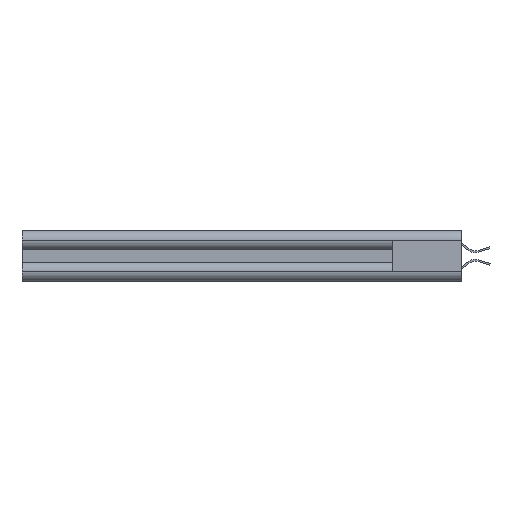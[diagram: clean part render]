
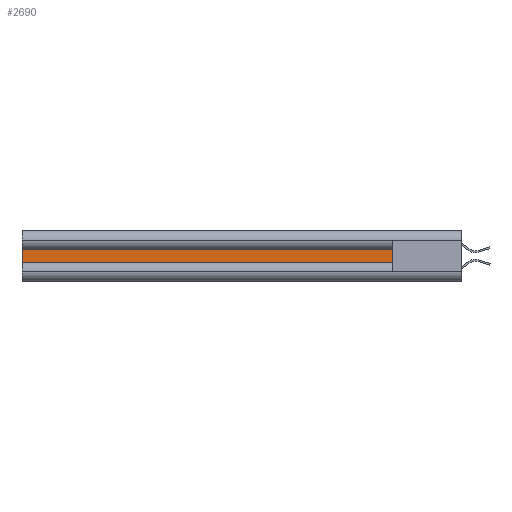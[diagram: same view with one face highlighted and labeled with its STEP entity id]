
A CAD part, left-side view. The second image highlights one B-rep face of the part: STEP entity #2690.
In plain terms, the highlighted planar face has unit normal (-1, 0, 0).
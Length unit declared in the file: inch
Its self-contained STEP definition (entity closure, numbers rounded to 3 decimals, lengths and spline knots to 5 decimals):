
#55 = DIRECTION ( 'NONE',  ( 0., 1., 0. ) ) ;
#1250 = DIRECTION ( 'NONE',  ( 0., 0., -1. ) ) ;
#1756 = ORIENTED_EDGE ( 'NONE', *, *, #4945, .T. ) ;
#2690 = ADVANCED_FACE ( 'NONE', ( #14330 ), #10031, .F. ) ;
#4106 = VECTOR ( 'NONE', #55, 39.37008 ) ;
#4145 = CARTESIAN_POINT ( 'NONE',  ( 0.044, 3., -0.0465 ) ) ;
#4945 = EDGE_CURVE ( 'NONE', #6353, #21685, #18828, .T. ) ;
#5142 = DIRECTION ( 'NONE',  ( 0., 1., 0. ) ) ;
#5741 = ORIENTED_EDGE ( 'NONE', *, *, #7836, .F. ) ;
#5894 = ORIENTED_EDGE ( 'NONE', *, *, #18669, .T. ) ;
#6040 = VECTOR ( 'NONE', #13194, 39.37008 ) ;
#6353 = VERTEX_POINT ( 'NONE', #16032 ) ;
#7434 = CARTESIAN_POINT ( 'NONE',  ( 0.044, 3., -0.0465 ) ) ;
#7836 = EDGE_CURVE ( 'NONE', #19437, #11597, #15757, .T. ) ;
#10031 = PLANE ( 'NONE',  #11749 ) ;
#10074 = EDGE_LOOP ( 'NONE', ( #5894, #1756, #22233, #5741 ) ) ;
#11597 = VERTEX_POINT ( 'NONE', #17181 ) ;
#11634 = LINE ( 'NONE', #17199, #20138 ) ;
#11749 = AXIS2_PLACEMENT_3D ( 'NONE', #21922, #11772, #1250 ) ;
#11772 = DIRECTION ( 'NONE',  ( 1., 0., 0. ) ) ;
#12341 = CARTESIAN_POINT ( 'NONE',  ( 0.044, 0.37012, -0.0465 ) ) ;
#13194 = DIRECTION ( 'NONE',  ( 0., 0., -1. ) ) ;
#13308 = LINE ( 'NONE', #12341, #4106 ) ;
#14295 = VECTOR ( 'NONE', #19626, 39.37008 ) ;
#14330 = FACE_OUTER_BOUND ( 'NONE', #10074, .T. ) ;
#14569 = CARTESIAN_POINT ( 'NONE',  ( 0.044, 0.473, 0.0465 ) ) ;
#15757 = LINE ( 'NONE', #19963, #6040 ) ;
#16032 = CARTESIAN_POINT ( 'NONE',  ( 0.044, 3., 0.0465 ) ) ;
#17181 = CARTESIAN_POINT ( 'NONE',  ( 0.044, 0.473, -0.0465 ) ) ;
#17199 = CARTESIAN_POINT ( 'NONE',  ( 0.044, 0.37012, 0.0465 ) ) ;
#18669 = EDGE_CURVE ( 'NONE', #19437, #6353, #11634, .T. ) ;
#18828 = LINE ( 'NONE', #4145, #14295 ) ;
#19437 = VERTEX_POINT ( 'NONE', #14569 ) ;
#19626 = DIRECTION ( 'NONE',  ( 0., 0., -1. ) ) ;
#19963 = CARTESIAN_POINT ( 'NONE',  ( 0.044, 0.473, -0.0465 ) ) ;
#20138 = VECTOR ( 'NONE', #5142, 39.37008 ) ;
#21685 = VERTEX_POINT ( 'NONE', #7434 ) ;
#21922 = CARTESIAN_POINT ( 'NONE',  ( 0.044, 0.37012, -0.0465 ) ) ;
#22200 = EDGE_CURVE ( 'NONE', #11597, #21685, #13308, .T. ) ;
#22233 = ORIENTED_EDGE ( 'NONE', *, *, #22200, .F. ) ;
